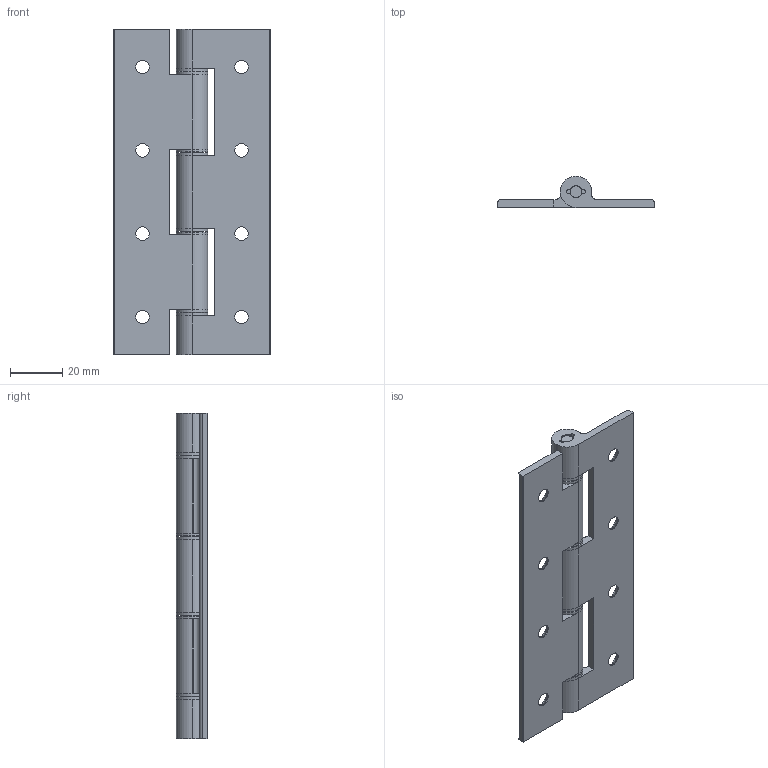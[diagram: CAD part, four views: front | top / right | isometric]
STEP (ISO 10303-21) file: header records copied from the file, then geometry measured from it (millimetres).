
FILE_DESCRIPTION (( 'STEP AP203' ), '1' );
FILE_NAME ('B-211-2_.STEP', '2006-06-06T07:36:08', ( ' ' ), ( ' ' ), 'SwSTEP 2.0', 'SolidWorks 2005204', '' );
FILE_SCHEMA (( 'CONFIG_CONTROL_DESIGN' ));
Length unit declared in the file: millimetre
Products named in the file (6): B-211-2塇崻B_棉太倌; B-211-2塇崻A_棉太倌; B-211樹脂ブッシュ_公_ﾃﾞﾌｫﾙﾄ; B-211-2_; B-211樹脂ワッシャー_公_ﾃﾞﾌｫﾙﾄ; B-211-2僺儞_岞_棉太倌
Assembly tree (11 placements, depth 2):
  B-211-2_
    B-211-2僺儞_岞_棉太倌
    B-211樹脂ブッシュ_公_ﾃﾞﾌｫﾙﾄ  x4
    B-211樹脂ワッシャー_公_ﾃﾞﾌｫﾙﾄ  x4
    B-211-2塇崻A_棉太倌
    B-211-2塇崻B_棉太倌
Bounding box: 60 x 12 x 125 mm (x, y, z)
Volume: 29890.2 mm3; surface area: 25162.8 mm2
Topology: 11 solids, 11 shells, 258 faces, 640 edges, 408 vertices
Faces by surface type: cylinder 143, plane 75, torus 24, cone 16
Entity records: 6966 total; most frequent: DIRECTION 1170, CARTESIAN_POINT 1053, ORIENTED_EDGE 1028, EDGE_CURVE 514, AXIS2_PLACEMENT_3D 447, VERTEX_POINT 330, VECTOR 276, LINE 276
